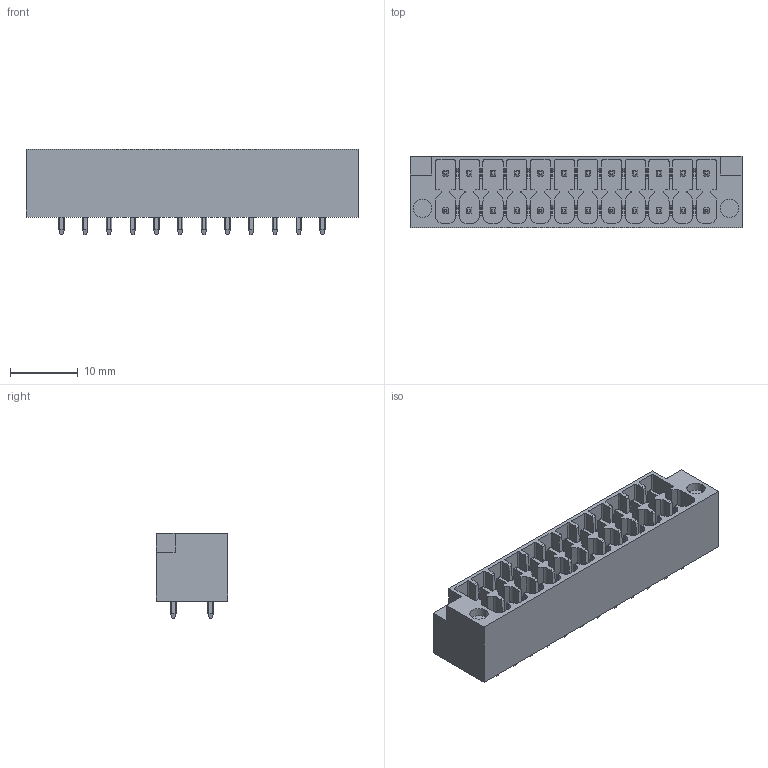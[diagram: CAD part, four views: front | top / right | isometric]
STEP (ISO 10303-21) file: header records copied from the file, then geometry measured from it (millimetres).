
FILE_DESCRIPTION((''),'2;1');
FILE_NAME('TLPHDW-010V','2024-09-18T10:34:51',('tluser'),(''),'CREO PARAMETRIC BY PTC INC, 2018100','CREO PARAMETRIC BY PTC INC, 2018100','');
FILE_SCHEMA(('CONFIG_CONTROL_DESIGN'));
Length unit declared in the file: millimetre
Products named in the file (1): TLPHDW-010V
Bounding box: 49 x 10.6 x 12.6 mm (x, y, z)
Volume: 3468.1 mm3; surface area: 4288 mm2
Topology: 1 solids, 1 shells, 1059 faces, 3018 edges, 2012 vertices
Faces by surface type: plane 679, cylinder 380
Entity records: 35034 total; most frequent: CARTESIAN_POINT 7553, ORIENTED_EDGE 6036, DIRECTION 5320, EDGE_CURVE 3018, VECTOR 2066, LINE 2066, VERTEX_POINT 2012, AXIS2_PLACEMENT_3D 1627
